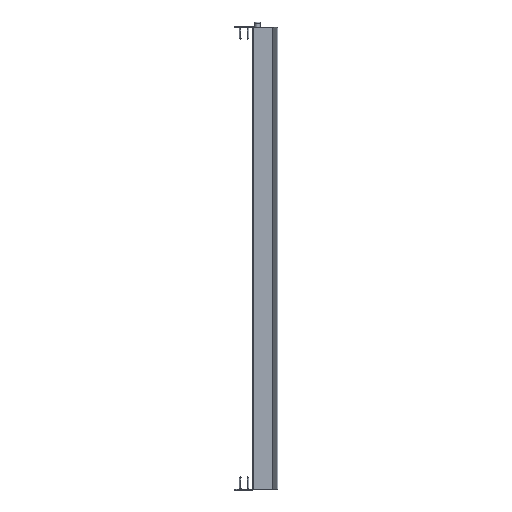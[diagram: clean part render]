
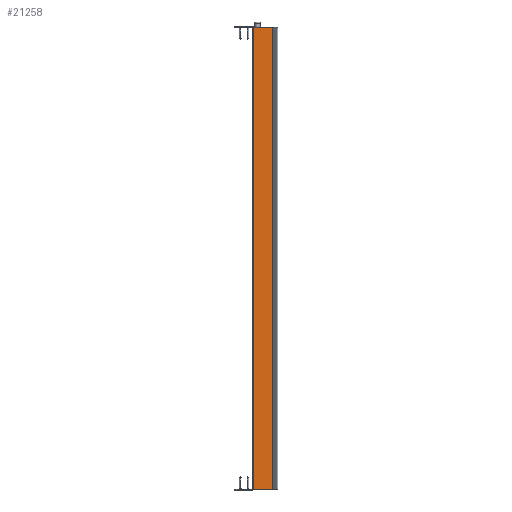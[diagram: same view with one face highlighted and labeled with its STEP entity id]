
A CAD part, left-side view. The second image highlights one B-rep face of the part: STEP entity #21258.
In plain terms, the highlighted planar face has unit normal (-1, 0.007, 0).
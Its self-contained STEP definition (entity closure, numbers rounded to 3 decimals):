
#1527 = VECTOR ( 'NONE', #25243, 1000. ) ;
#2268 = VECTOR ( 'NONE', #28621, 1000. ) ;
#2615 = EDGE_CURVE ( 'NONE', #24245, #18909, #18498, .T. ) ;
#2655 = DIRECTION ( 'NONE',  ( -1., 0.007, 0. ) ) ;
#2872 = CARTESIAN_POINT ( 'NONE',  ( -6.377, 0., -707. ) ) ;
#3164 = ORIENTED_EDGE ( 'NONE', *, *, #11633, .F. ) ;
#4670 = CARTESIAN_POINT ( 'NONE',  ( -6.382, -0.695, -707. ) ) ;
#6486 = DIRECTION ( 'NONE',  ( -0.007, -1., 0. ) ) ;
#7242 = CARTESIAN_POINT ( 'NONE',  ( -6.599, -29.85, -707. ) ) ;
#7536 = CARTESIAN_POINT ( 'NONE',  ( -6.382, -0.695, -707. ) ) ;
#9579 = LINE ( 'NONE', #2872, #2268 ) ;
#10062 = CARTESIAN_POINT ( 'NONE',  ( -6.377, 0., -707. ) ) ;
#11633 = EDGE_CURVE ( 'NONE', #24245, #46593, #17875, .T. ) ;
#12797 = VERTEX_POINT ( 'NONE', #7242 ) ;
#17875 = LINE ( 'NONE', #43557, #44528 ) ;
#17902 = VECTOR ( 'NONE', #18981, 1000. ) ;
#18498 = LINE ( 'NONE', #7536, #17902 ) ;
#18568 = LINE ( 'NONE', #32825, #1527 ) ;
#18909 = VERTEX_POINT ( 'NONE', #4670 ) ;
#18981 = DIRECTION ( 'NONE',  ( 0., 0., -1. ) ) ;
#21258 = ADVANCED_FACE ( 'NONE', ( #25071 ), #39570, .T. ) ;
#23813 = CARTESIAN_POINT ( 'NONE',  ( -6.599, -29.85, 0. ) ) ;
#24245 = VERTEX_POINT ( 'NONE', #31798 ) ;
#25071 = FACE_OUTER_BOUND ( 'NONE', #25163, .T. ) ;
#25163 = EDGE_LOOP ( 'NONE', ( #41693, #41797, #3164, #32117 ) ) ;
#25243 = DIRECTION ( 'NONE',  ( 0., 0., 1. ) ) ;
#25482 = DIRECTION ( 'NONE',  ( -0.007, -1., 0. ) ) ;
#28621 = DIRECTION ( 'NONE',  ( -0.007, -1., 0. ) ) ;
#31798 = CARTESIAN_POINT ( 'NONE',  ( -6.382, -0.695, 0. ) ) ;
#32117 = ORIENTED_EDGE ( 'NONE', *, *, #2615, .T. ) ;
#32404 = EDGE_CURVE ( 'NONE', #18909, #12797, #9579, .T. ) ;
#32825 = CARTESIAN_POINT ( 'NONE',  ( -6.599, -29.85, -707. ) ) ;
#36286 = EDGE_CURVE ( 'NONE', #12797, #46593, #18568, .T. ) ;
#39570 = PLANE ( 'NONE',  #46825 ) ;
#41693 = ORIENTED_EDGE ( 'NONE', *, *, #32404, .T. ) ;
#41797 = ORIENTED_EDGE ( 'NONE', *, *, #36286, .T. ) ;
#43557 = CARTESIAN_POINT ( 'NONE',  ( -6.377, 0., 0. ) ) ;
#44528 = VECTOR ( 'NONE', #25482, 1000. ) ;
#46593 = VERTEX_POINT ( 'NONE', #23813 ) ;
#46825 = AXIS2_PLACEMENT_3D ( 'NONE', #10062, #2655, #6486 ) ;
